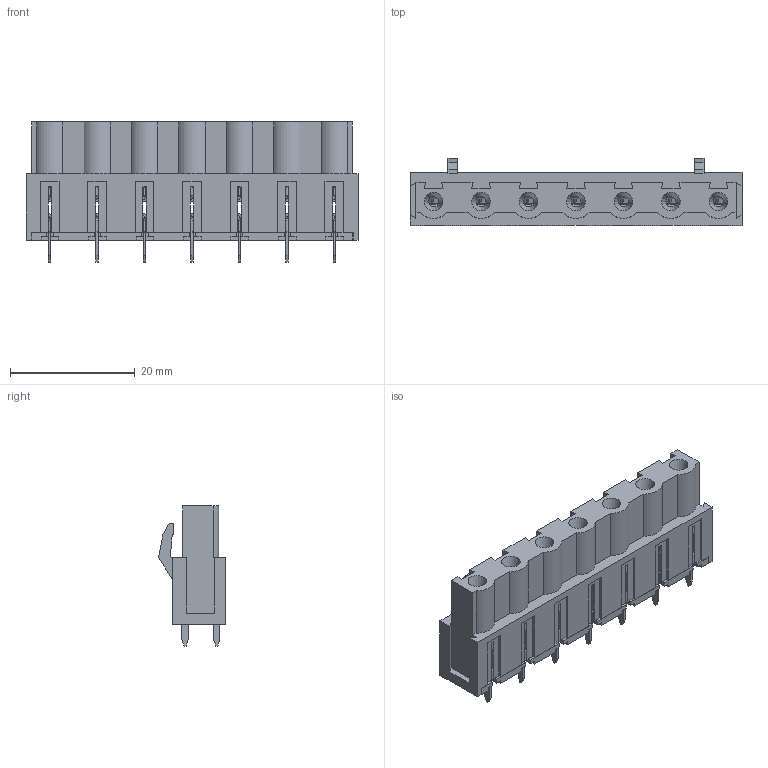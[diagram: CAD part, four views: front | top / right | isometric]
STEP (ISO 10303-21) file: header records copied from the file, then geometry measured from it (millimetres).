
FILE_DESCRIPTION( ( 'Unknown' ), '1' );
FILE_NAME( '691307400007.stp', 'Unknown', ( 'Unknown' ), ( 'Unknown' ), 'PSStep 18.0.17', 'Unknown', ' ' );
FILE_SCHEMA( ( 'AUTOMOTIVE_DESIGN { 1 0 10303 214 1 1 1 1 }' ) );
Length unit declared in the file: millimetre
Products named in the file (4): Assem1; 6913074000xx_PIN; 691307400007; 691307400007_CAPOT
Assembly tree (9 placements, depth 2):
  Assem1
    6913074000xx_PIN  x7
    691307400007
    691307400007_CAPOT
Bounding box: 53.32 x 10.75 x 22.5 mm (x, y, z)
Volume: 4002.4 mm3; surface area: 8814.4 mm2
Topology: 9 solids, 9 shells, 1104 faces, 3073 edges, 1980 vertices
Faces by surface type: plane 789, cylinder 282, cone 19, sphere 14
Full cylindrical faces by diameter (mm): 0.9 x14
Entity records: 22020 total; most frequent: CARTESIAN_POINT 3282, ORIENTED_EDGE 3054, DIRECTION 2770, EDGE_CURVE 1527, LINE 1320, VECTOR 1320, VERTEX_POINT 1029, AXIS2_PLACEMENT_3D 725
